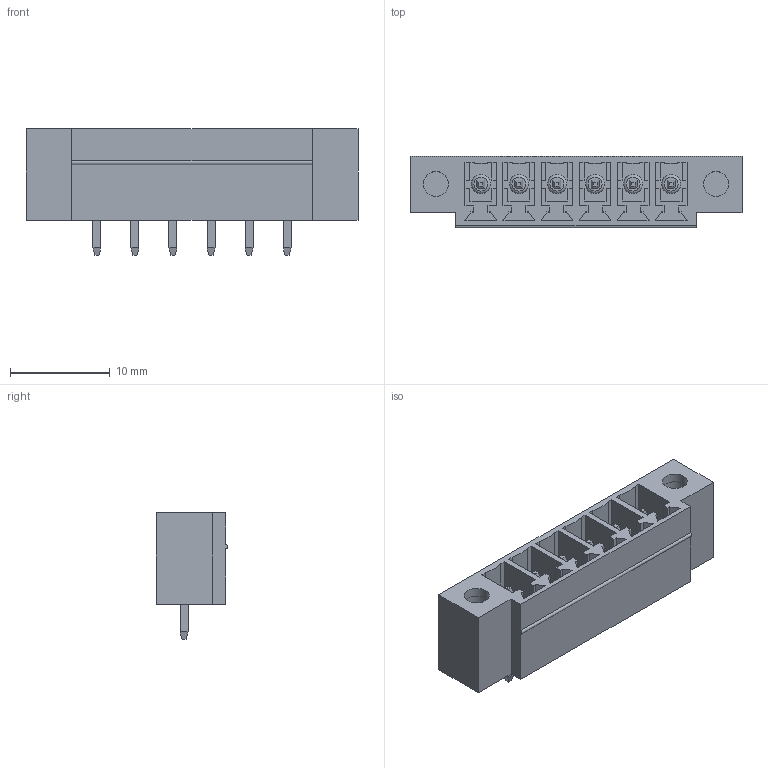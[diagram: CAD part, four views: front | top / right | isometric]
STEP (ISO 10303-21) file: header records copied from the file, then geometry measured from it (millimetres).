
FILE_DESCRIPTION( ( 'Unknown' ), '1' );
FILE_NAME( '691323300006.stp', 'Unknown', ( 'Unknown' ), ( 'Unknown' ), 'PSStep 14.0', 'Unknown', ' ' );
FILE_SCHEMA( ( 'AUTOMOTIVE_DESIGN { 1 0 10303 214 1 1 1 1 }' ) );
Length unit declared in the file: millimetre
Products named in the file (4): Assem1; 6913233000xx_PIN; 6913233000xx_INSERT; 691321300006
Assembly tree (9 placements, depth 2):
  Assem1
    6913233000xx_PIN  x6
    6913233000xx_INSERT  x2
    691321300006
Bounding box: 33.25 x 7.2 x 12.7 mm (x, y, z)
Volume: 1157.6 mm3; surface area: 3121.9 mm2
Topology: 9 solids, 9 shells, 394 faces, 1039 edges, 673 vertices
Faces by surface type: plane 361, cylinder 23, torus 10
Full cylindrical faces by diameter (mm): 1.9 x6, 2.5 x4
Entity records: 12544 total; most frequent: CARTESIAN_POINT 1986, ORIENTED_EDGE 1692, DIRECTION 1530, EDGE_CURVE 846, LINE 782, VECTOR 782, VERTEX_POINT 566, AXIS2_PLACEMENT_3D 374
